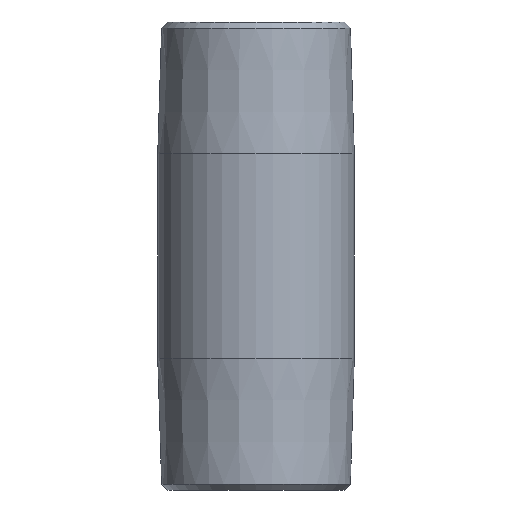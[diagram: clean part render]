
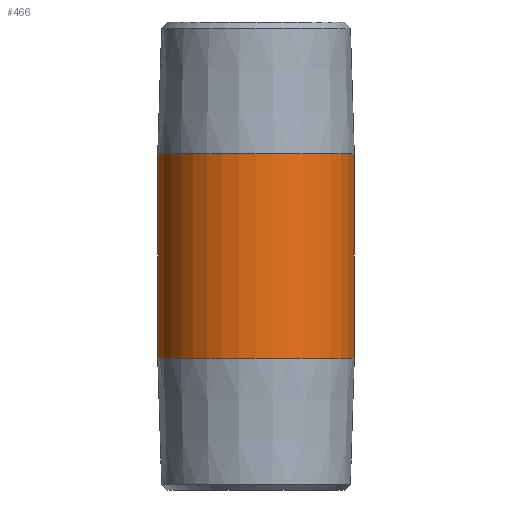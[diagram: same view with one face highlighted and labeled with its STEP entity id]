
A CAD part, front view. The second image highlights one B-rep face of the part: STEP entity #466.
In plain terms, the highlighted cylindrical face has radius 10.668 mm (diameter 21.336 mm), a partial arc.
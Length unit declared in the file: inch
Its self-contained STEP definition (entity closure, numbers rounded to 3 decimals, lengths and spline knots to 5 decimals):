
#36 = ORIENTED_EDGE ( 'NONE', *, *, #414, .F. ) ;
#39 = DIRECTION ( 'NONE',  ( 0., 0., -1. ) ) ;
#65 = VERTEX_POINT ( 'NONE', #451 ) ;
#100 = VERTEX_POINT ( 'NONE', #295 ) ;
#114 = DIRECTION ( 'NONE',  ( -1., 0., 0. ) ) ;
#117 = AXIS2_PLACEMENT_3D ( 'NONE', #240, #508, #154 ) ;
#118 = CIRCLE ( 'NONE', #354, 0.42 ) ;
#134 = CARTESIAN_POINT ( 'NONE',  ( -0.42, 0., 0.5625 ) ) ;
#142 = AXIS2_PLACEMENT_3D ( 'NONE', #276, #498, #411 ) ;
#154 = DIRECTION ( 'NONE',  ( -1., 0., 0. ) ) ;
#180 = DIRECTION ( 'NONE',  ( 0., 0., -1. ) ) ;
#187 = ORIENTED_EDGE ( 'NONE', *, *, #425, .T. ) ;
#195 = DIRECTION ( 'NONE',  ( 0., 0., -1. ) ) ;
#197 = CARTESIAN_POINT ( 'NONE',  ( -0.42, 0., 2. ) ) ;
#222 = LINE ( 'NONE', #395, #355 ) ;
#235 = VERTEX_POINT ( 'NONE', #519 ) ;
#240 = CARTESIAN_POINT ( 'NONE',  ( 0., 0., 2. ) ) ;
#252 = VERTEX_POINT ( 'NONE', #134 ) ;
#276 = CARTESIAN_POINT ( 'NONE',  ( 0., 0., 0.5625 ) ) ;
#295 = CARTESIAN_POINT ( 'NONE',  ( 0.42, 0., 0.5625 ) ) ;
#305 = LINE ( 'NONE', #197, #403 ) ;
#327 = CYLINDRICAL_SURFACE ( 'NONE', #117, 0.42 ) ;
#354 = AXIS2_PLACEMENT_3D ( 'NONE', #501, #39, #114 ) ;
#355 = VECTOR ( 'NONE', #180, 39.37008 ) ;
#382 = CIRCLE ( 'NONE', #142, 0.42 ) ;
#395 = CARTESIAN_POINT ( 'NONE',  ( 0.42, 0., 2. ) ) ;
#396 = ORIENTED_EDGE ( 'NONE', *, *, #522, .T. ) ;
#403 = VECTOR ( 'NONE', #195, 39.37008 ) ;
#411 = DIRECTION ( 'NONE',  ( -1., 0., 0. ) ) ;
#414 = EDGE_CURVE ( 'NONE', #235, #100, #222, .T. ) ;
#425 = EDGE_CURVE ( 'NONE', #65, #252, #305, .T. ) ;
#426 = ORIENTED_EDGE ( 'NONE', *, *, #486, .F. ) ;
#451 = CARTESIAN_POINT ( 'NONE',  ( -0.42, 0., 1.4375 ) ) ;
#466 = ADVANCED_FACE ( 'NONE', ( #542 ), #327, .T. ) ;
#486 = EDGE_CURVE ( 'NONE', #100, #252, #382, .T. ) ;
#498 = DIRECTION ( 'NONE',  ( 0., 0., -1. ) ) ;
#501 = CARTESIAN_POINT ( 'NONE',  ( 0., 0., 1.4375 ) ) ;
#506 = EDGE_LOOP ( 'NONE', ( #36, #396, #187, #426 ) ) ;
#508 = DIRECTION ( 'NONE',  ( 0., 0., -1. ) ) ;
#519 = CARTESIAN_POINT ( 'NONE',  ( 0.42, 0., 1.4375 ) ) ;
#522 = EDGE_CURVE ( 'NONE', #235, #65, #118, .T. ) ;
#542 = FACE_OUTER_BOUND ( 'NONE', #506, .T. ) ;
